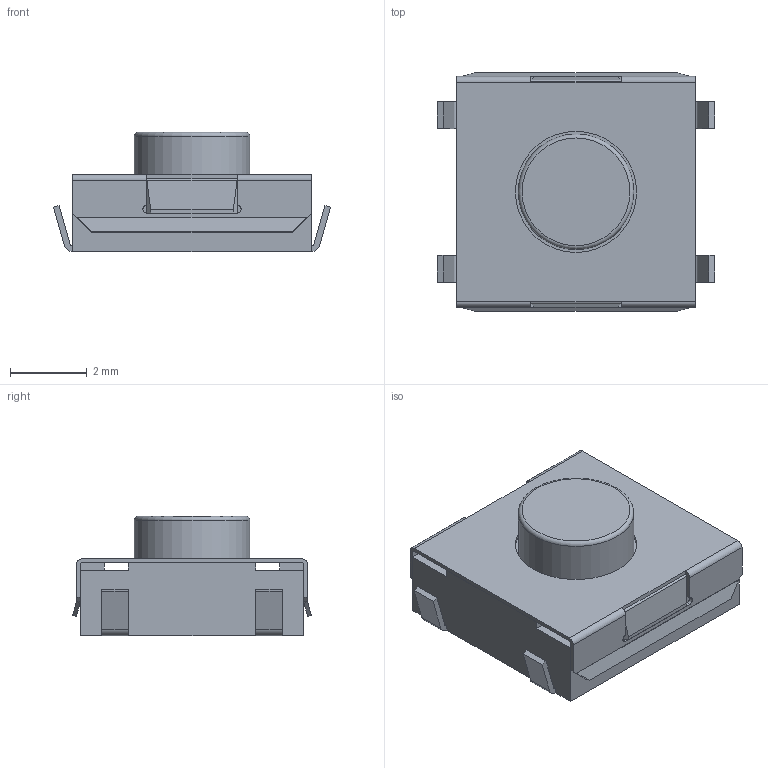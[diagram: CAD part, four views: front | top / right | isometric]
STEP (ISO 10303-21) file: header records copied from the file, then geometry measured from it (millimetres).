
FILE_DESCRIPTION( ( 'Unknown' ), '1' );
FILE_NAME( '4304x3xxx8x6.stp', 'Unknown', ( 'Unknown' ), ( 'Unknown' ), 'XStep 1.0', 'Unknown', ' ' );
FILE_SCHEMA( ( 'automotive_design' ) );
Length unit declared in the file: millimetre
Products named in the file (3): Assem1; base; top cover
Bounding box: 7.2 x 6.2 x 3.1 mm (x, y, z)
Volume: 126.1 mm3; surface area: 505.9 mm2
Topology: 4 solids, 4 shells, 328 faces, 898 edges, 580 vertices
Faces by surface type: plane 238, cylinder 80, bspline 8, torus 2
Full cylindrical faces by diameter (mm): 3 x2, 3.15 x2
Entity records: 5646 total; most frequent: CARTESIAN_POINT 1001, ORIENTED_EDGE 890, DIRECTION 840, EDGE_CURVE 445, LINE 360, VECTOR 360, VERTEX_POINT 289, AXIS2_PLACEMENT_3D 240
